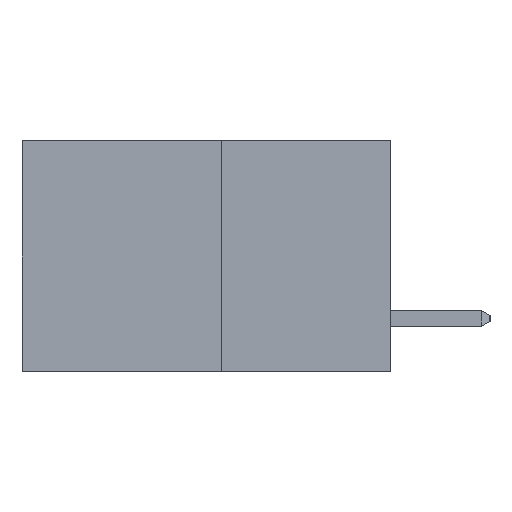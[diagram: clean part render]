
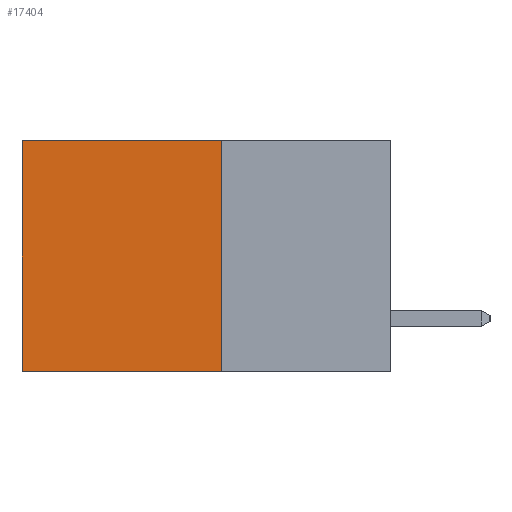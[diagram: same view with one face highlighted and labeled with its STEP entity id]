
A CAD part, left-side view. The second image highlights one B-rep face of the part: STEP entity #17404.
In plain terms, the highlighted planar face has unit normal (-1, 0, 0).
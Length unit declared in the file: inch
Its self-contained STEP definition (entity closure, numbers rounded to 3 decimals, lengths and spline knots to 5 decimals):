
#1031 = DIRECTION ( 'NONE',  ( 0., 1., 0. ) ) ;
#2245 = ORIENTED_EDGE ( 'NONE', *, *, #23137, .T. ) ;
#3134 = VERTEX_POINT ( 'NONE', #9978 ) ;
#3425 = CARTESIAN_POINT ( 'NONE',  ( 0.277, 0.27, -0.37 ) ) ;
#3574 = VECTOR ( 'NONE', #17136, 39.37008 ) ;
#4168 = DIRECTION ( 'NONE',  ( 1., 0., 0. ) ) ;
#4736 = CARTESIAN_POINT ( 'NONE',  ( 0.277, 0.27, -0.37 ) ) ;
#5611 = VECTOR ( 'NONE', #1031, 39.37008 ) ;
#7687 = PLANE ( 'NONE',  #16554 ) ;
#9028 = VECTOR ( 'NONE', #9499, 39.37008 ) ;
#9499 = DIRECTION ( 'NONE',  ( 0., 0., -1. ) ) ;
#9978 = CARTESIAN_POINT ( 'NONE',  ( 0.277, 0.27, 0. ) ) ;
#10536 = EDGE_CURVE ( 'NONE', #13754, #18968, #14088, .T. ) ;
#10952 = CARTESIAN_POINT ( 'NONE',  ( 0.277, 0.59, 0. ) ) ;
#11591 = LINE ( 'NONE', #13830, #16937 ) ;
#11707 = EDGE_CURVE ( 'NONE', #3134, #14419, #12605, .T. ) ;
#11855 = CARTESIAN_POINT ( 'NONE',  ( 0.277, 0.59, -0.37 ) ) ;
#12605 = LINE ( 'NONE', #13513, #3574 ) ;
#13087 = CARTESIAN_POINT ( 'NONE',  ( 0.277, 0.27, -0.37 ) ) ;
#13513 = CARTESIAN_POINT ( 'NONE',  ( 0.277, 0.27, 0. ) ) ;
#13754 = VERTEX_POINT ( 'NONE', #3425 ) ;
#13830 = CARTESIAN_POINT ( 'NONE',  ( 0.277, 0.59, -0.37 ) ) ;
#14088 = LINE ( 'NONE', #4736, #5611 ) ;
#14419 = VERTEX_POINT ( 'NONE', #10952 ) ;
#14432 = ORIENTED_EDGE ( 'NONE', *, *, #10536, .F. ) ;
#14434 = LINE ( 'NONE', #13087, #9028 ) ;
#15622 = DIRECTION ( 'NONE',  ( 0., 0., -1. ) ) ;
#16554 = AXIS2_PLACEMENT_3D ( 'NONE', #22104, #4168, #16777 ) ;
#16777 = DIRECTION ( 'NONE',  ( 0., 0., -1. ) ) ;
#16868 = EDGE_LOOP ( 'NONE', ( #2245, #14432, #16976, #22316 ) ) ;
#16937 = VECTOR ( 'NONE', #15622, 39.37008 ) ;
#16976 = ORIENTED_EDGE ( 'NONE', *, *, #21944, .F. ) ;
#17136 = DIRECTION ( 'NONE',  ( 0., 1., 0. ) ) ;
#17404 = ADVANCED_FACE ( 'NONE', ( #20795 ), #7687, .F. ) ;
#18968 = VERTEX_POINT ( 'NONE', #11855 ) ;
#20795 = FACE_OUTER_BOUND ( 'NONE', #16868, .T. ) ;
#21944 = EDGE_CURVE ( 'NONE', #3134, #13754, #14434, .T. ) ;
#22104 = CARTESIAN_POINT ( 'NONE',  ( 0.277, 0.27, -0.37 ) ) ;
#22316 = ORIENTED_EDGE ( 'NONE', *, *, #11707, .T. ) ;
#23137 = EDGE_CURVE ( 'NONE', #14419, #18968, #11591, .T. ) ;
